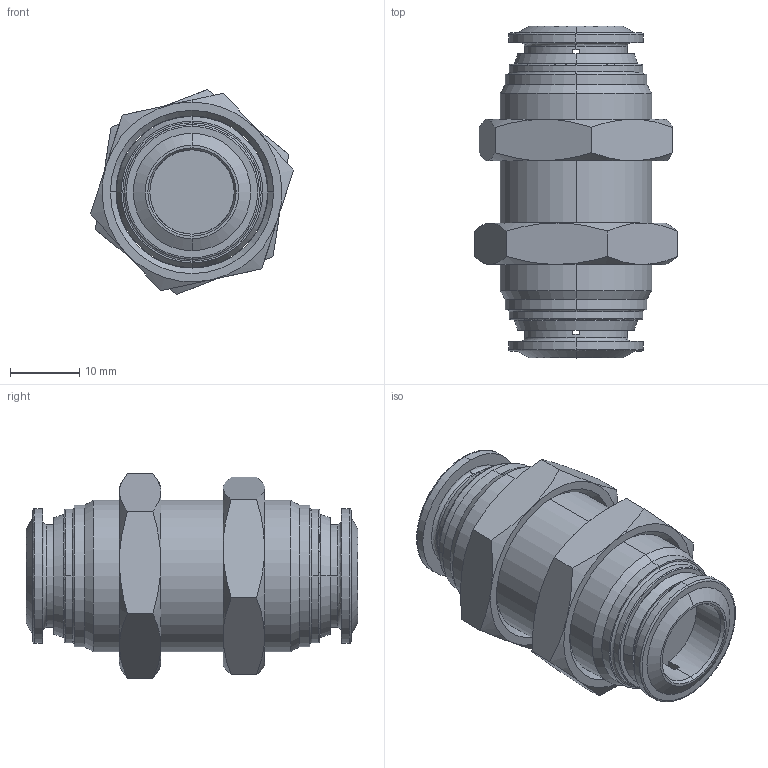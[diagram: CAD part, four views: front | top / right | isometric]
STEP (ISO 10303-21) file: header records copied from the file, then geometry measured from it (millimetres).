
FILE_DESCRIPTION (( 'STEP AP214' ), '1' );
FILE_NAME ('5705000005A.STEP', '2016-12-02T08:14:57', ( '' ), ( '' ), 'SwSTEP 2.0', 'SolidWorks 2016', '' );
FILE_SCHEMA (( 'AUTOMOTIVE_DESIGN' ));
Length unit declared in the file: millimetre
Products named in the file (2): 5705000005A
Bounding box: 29.34 x 48 x 29.68 mm (x, y, z)
Volume: 16914.4 mm3; surface area: 7269 mm2
Topology: 3 solids, 3 shells, 152 faces, 360 edges, 222 vertices
Faces by surface type: cone 60, plane 42, cylinder 30, bspline 20
Entity records: 5849 total; most frequent: CARTESIAN_POINT 2404, ORIENTED_EDGE 720, DIRECTION 702, EDGE_CURVE 360, AXIS2_PLACEMENT_3D 296, VERTEX_POINT 222, EDGE_LOOP 172, CIRCLE 162
